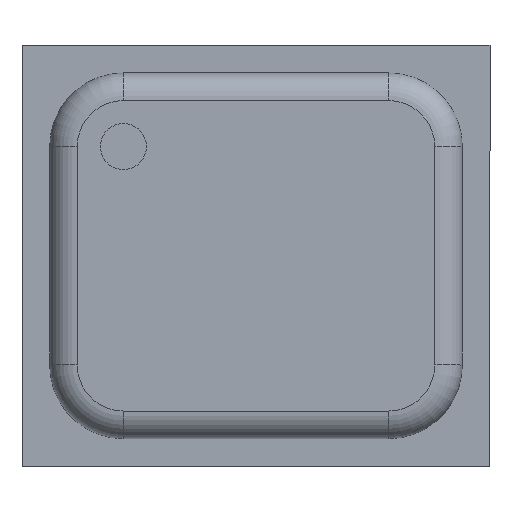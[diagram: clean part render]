
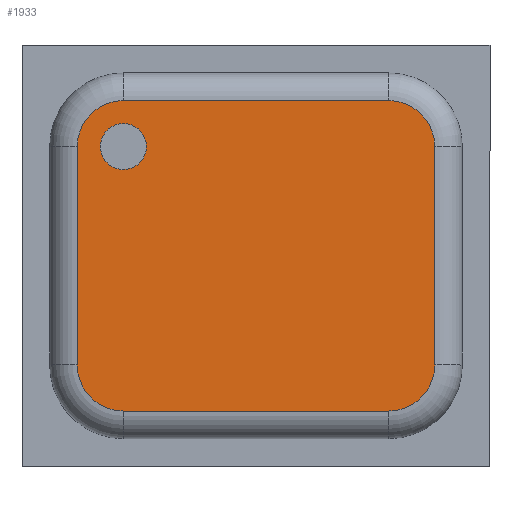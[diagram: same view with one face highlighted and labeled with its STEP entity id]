
A CAD part, top view. The second image highlights one B-rep face of the part: STEP entity #1933.
In plain terms, the highlighted planar face has unit normal (0, 0, 1).
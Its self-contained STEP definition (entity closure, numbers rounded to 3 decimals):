
#1579=CARTESIAN_POINT('',(-1.44,0.935,2.21));
#1580=VERTEX_POINT('',#1579);
#1589=CARTESIAN_POINT('',(-1.44,1.435,2.21));
#1590=VERTEX_POINT('',#1589);
#1591=CARTESIAN_POINT('',(-1.44,1.185,2.21));
#1592=DIRECTION('',(0.0,0.0,-1.0));
#1593=DIRECTION('',(0.0,-1.0,0.0));
#1594=AXIS2_PLACEMENT_3D('',#1591,#1592,#1593);
#1595=CIRCLE('',#1594,0.25);
#1596=EDGE_CURVE('',#1590,#1580,#1595,.T.);
#1630=CARTESIAN_POINT('',(-1.44,1.185,2.21));
#1631=DIRECTION('',(0.0,0.0,-1.0));
#1632=DIRECTION('',(0.0,-1.0,0.0));
#1633=AXIS2_PLACEMENT_3D('',#1630,#1631,#1632);
#1634=CIRCLE('',#1633,0.25);
#1635=EDGE_CURVE('',#1580,#1590,#1634,.T.);
#1657=CARTESIAN_POINT('',(-1.44,1.685,2.21));
#1658=VERTEX_POINT('',#1657);
#1666=CARTESIAN_POINT('',(1.44,1.685,2.21));
#1667=VERTEX_POINT('',#1666);
#1668=CARTESIAN_POINT('',(-1.44,1.685,2.21));
#1669=DIRECTION('',(1.0,0.0,0.0));
#1670=VECTOR('',#1669,2.88);
#1671=LINE('',#1668,#1670);
#1672=EDGE_CURVE('',#1658,#1667,#1671,.T.);
#1699=CARTESIAN_POINT('',(-1.94,1.185,2.21));
#1700=VERTEX_POINT('',#1699);
#1708=CARTESIAN_POINT('',(-1.44,1.185,2.21));
#1709=DIRECTION('',(0.0,0.0,-1.0));
#1710=DIRECTION('',(-0.707,0.707,0.0));
#1711=AXIS2_PLACEMENT_3D('',#1708,#1709,#1710);
#1712=CIRCLE('',#1711,0.5);
#1713=EDGE_CURVE('',#1700,#1658,#1712,.T.);
#1732=CARTESIAN_POINT('',(1.94,1.185,2.21));
#1733=VERTEX_POINT('',#1732);
#1734=CARTESIAN_POINT('',(1.44,1.185,2.21));
#1735=DIRECTION('',(0.0,0.0,-1.0));
#1736=DIRECTION('',(0.707,0.707,0.0));
#1737=AXIS2_PLACEMENT_3D('',#1734,#1735,#1736);
#1738=CIRCLE('',#1737,0.5);
#1739=EDGE_CURVE('',#1667,#1733,#1738,.T.);
#1767=CARTESIAN_POINT('',(-1.94,-1.185,2.21));
#1768=VERTEX_POINT('',#1767);
#1776=CARTESIAN_POINT('',(-1.94,-1.185,2.21));
#1777=DIRECTION('',(0.0,1.0,0.0));
#1778=VECTOR('',#1777,2.37);
#1779=LINE('',#1776,#1778);
#1780=EDGE_CURVE('',#1768,#1700,#1779,.T.);
#1798=CARTESIAN_POINT('',(1.94,-1.185,2.21));
#1799=VERTEX_POINT('',#1798);
#1800=CARTESIAN_POINT('',(1.94,1.185,2.21));
#1801=DIRECTION('',(0.0,-1.0,0.0));
#1802=VECTOR('',#1801,2.37);
#1803=LINE('',#1800,#1802);
#1804=EDGE_CURVE('',#1733,#1799,#1803,.T.);
#1831=CARTESIAN_POINT('',(-1.44,-1.685,2.21));
#1832=VERTEX_POINT('',#1831);
#1840=CARTESIAN_POINT('',(-1.44,-1.185,2.21));
#1841=DIRECTION('',(0.0,0.0,-1.0));
#1842=DIRECTION('',(-0.707,-0.707,0.0));
#1843=AXIS2_PLACEMENT_3D('',#1840,#1841,#1842);
#1844=CIRCLE('',#1843,0.5);
#1845=EDGE_CURVE('',#1832,#1768,#1844,.T.);
#1864=CARTESIAN_POINT('',(1.44,-1.685,2.21));
#1865=VERTEX_POINT('',#1864);
#1866=CARTESIAN_POINT('',(1.44,-1.185,2.21));
#1867=DIRECTION('',(0.0,0.0,-1.0));
#1868=DIRECTION('',(0.707,-0.707,0.0));
#1869=AXIS2_PLACEMENT_3D('',#1866,#1867,#1868);
#1870=CIRCLE('',#1869,0.5);
#1871=EDGE_CURVE('',#1799,#1865,#1870,.T.);
#1898=CARTESIAN_POINT('',(1.44,-1.685,2.21));
#1899=DIRECTION('',(-1.0,0.0,0.0));
#1900=VECTOR('',#1899,2.88);
#1901=LINE('',#1898,#1900);
#1902=EDGE_CURVE('',#1865,#1832,#1901,.T.);
#1914=CARTESIAN_POINT('',(0.,0.,2.21));
#1915=DIRECTION('',(0.0,0.0,1.0));
#1916=DIRECTION('',(0.0,-1.0,0.0));
#1917=AXIS2_PLACEMENT_3D('',#1914,#1915,#1916);
#1918=PLANE('',#1917);
#1919=ORIENTED_EDGE('',*,*,#1672,.F.);
#1920=ORIENTED_EDGE('',*,*,#1713,.F.);
#1921=ORIENTED_EDGE('',*,*,#1780,.F.);
#1922=ORIENTED_EDGE('',*,*,#1845,.F.);
#1923=ORIENTED_EDGE('',*,*,#1902,.F.);
#1924=ORIENTED_EDGE('',*,*,#1871,.F.);
#1925=ORIENTED_EDGE('',*,*,#1804,.F.);
#1926=ORIENTED_EDGE('',*,*,#1739,.F.);
#1927=EDGE_LOOP('',(#1919,#1920,#1921,#1922,#1923,#1924,#1925,#1926));
#1928=FACE_OUTER_BOUND('',#1927,.T.);
#1929=ORIENTED_EDGE('',*,*,#1635,.T.);
#1930=ORIENTED_EDGE('',*,*,#1596,.T.);
#1931=EDGE_LOOP('',(#1929,#1930));
#1932=FACE_BOUND('',#1931,.T.);
#1933=ADVANCED_FACE('',(#1928,#1932),#1918,.T.);
